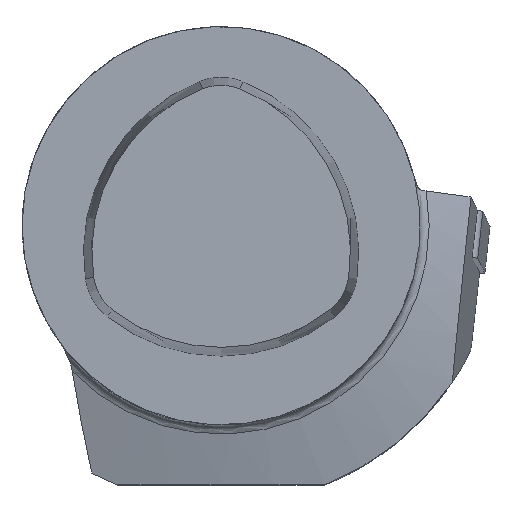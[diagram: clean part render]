
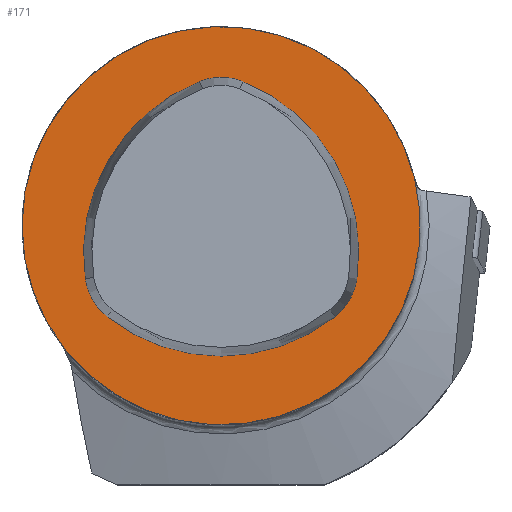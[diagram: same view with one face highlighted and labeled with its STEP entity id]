
A CAD part, top view. The second image highlights one B-rep face of the part: STEP entity #171.
In plain terms, the highlighted planar face has unit normal (0, 0, 1).
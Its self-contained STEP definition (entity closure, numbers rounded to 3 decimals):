
#112=FACE_BOUND('',#316,.T.);
#113=FACE_BOUND('',#317,.T.);
#136=CIRCLE('',#1105,20.);
#143=CIRCLE('',#1119,18.5);
#144=CIRCLE('',#1120,5.9);
#145=CIRCLE('',#1121,18.5);
#146=CIRCLE('',#1122,5.9);
#147=CIRCLE('',#1123,18.5);
#148=CIRCLE('',#1124,5.9);
#171=ADVANCED_FACE('',(#112,#113),#219,.T.);
#219=PLANE('',#1125);
#316=EDGE_LOOP('',(#497));
#317=EDGE_LOOP('',(#498,#499,#500,#501,#502,#503));
#497=ORIENTED_EDGE('',*,*,#797,.F.);
#498=ORIENTED_EDGE('',*,*,#814,.T.);
#499=ORIENTED_EDGE('',*,*,#815,.T.);
#500=ORIENTED_EDGE('',*,*,#816,.T.);
#501=ORIENTED_EDGE('',*,*,#817,.T.);
#502=ORIENTED_EDGE('',*,*,#818,.T.);
#503=ORIENTED_EDGE('',*,*,#819,.T.);
#695=VERTEX_POINT('',#1649);
#711=VERTEX_POINT('',#1697);
#712=VERTEX_POINT('',#1698);
#713=VERTEX_POINT('',#1700);
#714=VERTEX_POINT('',#1702);
#715=VERTEX_POINT('',#1704);
#716=VERTEX_POINT('',#1706);
#797=EDGE_CURVE('',#695,#695,#136,.T.);
#814=EDGE_CURVE('',#711,#712,#143,.T.);
#815=EDGE_CURVE('',#712,#713,#144,.T.);
#816=EDGE_CURVE('',#713,#714,#145,.T.);
#817=EDGE_CURVE('',#714,#715,#146,.T.);
#818=EDGE_CURVE('',#715,#716,#147,.T.);
#819=EDGE_CURVE('',#716,#711,#148,.T.);
#1105=AXIS2_PLACEMENT_3D('',#1648,#1286,#1287);
#1119=AXIS2_PLACEMENT_3D('',#1696,#1318,#1319);
#1120=AXIS2_PLACEMENT_3D('',#1699,#1320,#1321);
#1121=AXIS2_PLACEMENT_3D('',#1701,#1322,#1323);
#1122=AXIS2_PLACEMENT_3D('',#1703,#1324,#1325);
#1123=AXIS2_PLACEMENT_3D('',#1705,#1326,#1327);
#1124=AXIS2_PLACEMENT_3D('',#1707,#1328,#1329);
#1125=AXIS2_PLACEMENT_3D('',#1708,#1330,#1331);
#1286=DIRECTION('',(0.,0.,-1.));
#1287=DIRECTION('',(-1.,0.,0.));
#1318=DIRECTION('',(0.,0.,-1.));
#1319=DIRECTION('',(-1.,0.,0.));
#1320=DIRECTION('',(0.,0.,-1.));
#1321=DIRECTION('',(-1.,0.,0.));
#1322=DIRECTION('',(0.,0.,-1.));
#1323=DIRECTION('',(-1.,0.,0.));
#1324=DIRECTION('',(0.,0.,-1.));
#1325=DIRECTION('',(-1.,0.,0.));
#1326=DIRECTION('',(0.,0.,-1.));
#1327=DIRECTION('',(-1.,0.,0.));
#1328=DIRECTION('',(0.,0.,-1.));
#1329=DIRECTION('',(-1.,0.,0.));
#1330=DIRECTION('',(0.,0.,1.));
#1331=DIRECTION('',(1.,0.,0.));
#1648=CARTESIAN_POINT('',(0.,0.,0.));
#1649=CARTESIAN_POINT('',(-20.,0.,0.));
#1696=CARTESIAN_POINT('',(-4.677,-2.7,0.));
#1697=CARTESIAN_POINT('',(2.19,14.479,0.));
#1698=CARTESIAN_POINT('',(13.634,-5.343,0.));
#1699=CARTESIAN_POINT('',(7.794,-4.5,0.));
#1700=CARTESIAN_POINT('',(11.444,-9.136,0.));
#1701=CARTESIAN_POINT('',(0.,5.4,0.));
#1702=CARTESIAN_POINT('',(-11.444,-9.136,0.));
#1703=CARTESIAN_POINT('',(-7.794,-4.5,0.));
#1704=CARTESIAN_POINT('',(-13.634,-5.343,0.));
#1705=CARTESIAN_POINT('',(4.677,-2.7,0.));
#1706=CARTESIAN_POINT('',(-2.19,14.479,0.));
#1707=CARTESIAN_POINT('',(0.,9.,0.));
#1708=CARTESIAN_POINT('',(0.,0.,0.));
